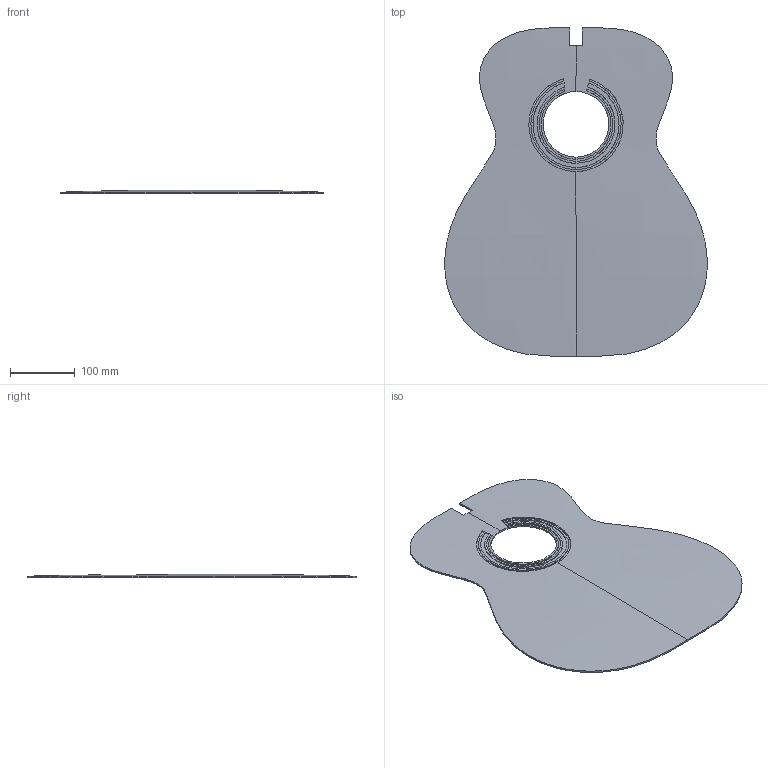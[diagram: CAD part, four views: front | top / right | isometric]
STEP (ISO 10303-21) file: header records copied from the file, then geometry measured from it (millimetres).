
FILE_DESCRIPTION(('FreeCAD Model'),'2;1');
FILE_NAME( '001.step', '2016-07-19T21:38:38',('Author'),(''), 'Open CASCADE STEP processor 6.8','FreeCAD','Unknown');
FILE_SCHEMA(('AUTOMOTIVE_DESIGN_CC2 { 1 2 10303 214 -1 1 5 4 }'));
Length unit declared in the file: millimetre
Products named in the file (2): ASSEMBLY; _01
Assembly tree (1 placements, depth 2):
  ASSEMBLY
    _01
Bounding box: 406.62 x 508.14 x 5.59 mm (x, y, z)
Volume: 378853.3 mm3; surface area: 312484.6 mm2
Topology: 1 solids, 1 shells, 36 faces, 98 edges, 62 vertices
Faces by surface type: bspline 27, plane 9
Entity records: 29123 total; most frequent: CARTESIAN_POINT 27687, B_SPLINE_CURVE_WITH_KNOTS 254, ORIENTED_EDGE 196, PCURVE 196, DEFINITIONAL_REPRESENTATION 196, EDGE_CURVE 98, SURFACE_CURVE 98, DIRECTION 62
